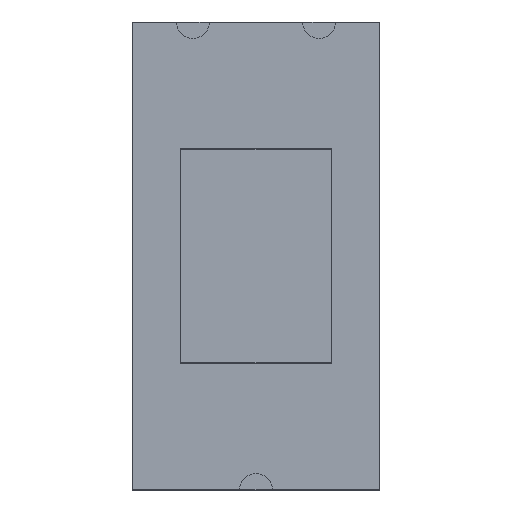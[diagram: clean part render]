
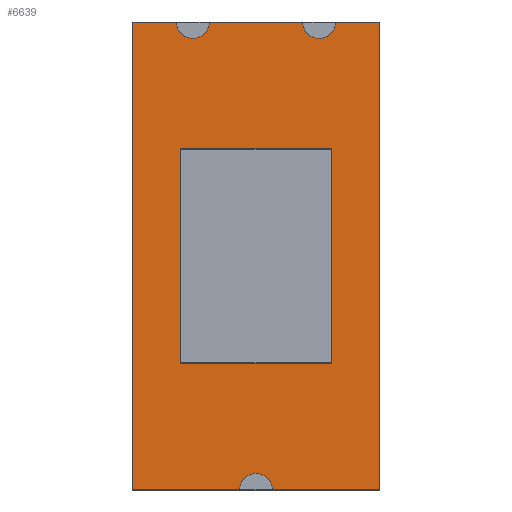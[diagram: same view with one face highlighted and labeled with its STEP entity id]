
A CAD part, top view. The second image highlights one B-rep face of the part: STEP entity #6639.
In plain terms, the highlighted planar face has unit normal (0, 0, 1).
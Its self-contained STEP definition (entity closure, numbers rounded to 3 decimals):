
#259=PLANE('',#6916);
#291=LINE('',#8150,#927);
#295=LINE('',#8158,#931);
#296=LINE('',#8160,#932);
#300=LINE('',#8169,#936);
#304=LINE('',#8177,#940);
#870=LINE('',#9354,#1506);
#871=LINE('',#9356,#1507);
#872=LINE('',#9360,#1508);
#873=LINE('',#9363,#1509);
#874=LINE('',#9365,#1510);
#875=LINE('',#9367,#1511);
#927=VECTOR('',#6966,1000.);
#931=VECTOR('',#6970,1000.);
#932=VECTOR('',#6973,1000.);
#936=VECTOR('',#6977,1000.);
#940=VECTOR('',#6981,1000.);
#1506=VECTOR('',#8011,1000.);
#1507=VECTOR('',#8014,1000.);
#1508=VECTOR('',#8021,1000.);
#1509=VECTOR('',#8022,1000.);
#1510=VECTOR('',#8023,1000.);
#1511=VECTOR('',#8024,1000.);
#2574=ORIENTED_EDGE('',*,*,#2849,.T.);
#2575=ORIENTED_EDGE('',*,*,#2844,.T.);
#2576=ORIENTED_EDGE('',*,*,#2853,.T.);
#2577=ORIENTED_EDGE('',*,*,#3428,.T.);
#2578=ORIENTED_EDGE('',*,*,#2862,.T.);
#2579=ORIENTED_EDGE('',*,*,#3430,.F.);
#2580=ORIENTED_EDGE('',*,*,#2858,.T.);
#2581=ORIENTED_EDGE('',*,*,#3431,.T.);
#2582=ORIENTED_EDGE('',*,*,#2854,.T.);
#2583=ORIENTED_EDGE('',*,*,#3429,.T.);
#2584=ORIENTED_EDGE('',*,*,#3432,.F.);
#2585=ORIENTED_EDGE('',*,*,#3433,.F.);
#2586=ORIENTED_EDGE('',*,*,#3434,.F.);
#2587=ORIENTED_EDGE('',*,*,#3435,.F.);
#2844=EDGE_CURVE('',#3486,#3487,#3914,.F.);
#2849=EDGE_CURVE('',#3490,#3486,#291,.T.);
#2853=EDGE_CURVE('',#3487,#3493,#295,.T.);
#2854=EDGE_CURVE('',#3494,#3495,#296,.T.);
#2858=EDGE_CURVE('',#3499,#3498,#300,.T.);
#2862=EDGE_CURVE('',#3503,#3502,#304,.T.);
#3428=EDGE_CURVE('',#3493,#3503,#870,.T.);
#3429=EDGE_CURVE('',#3495,#3490,#871,.T.);
#3430=EDGE_CURVE('',#3499,#3502,#3916,.T.);
#3431=EDGE_CURVE('',#3498,#3494,#3917,.F.);
#3432=EDGE_CURVE('',#3882,#3883,#872,.T.);
#3433=EDGE_CURVE('',#3884,#3882,#873,.T.);
#3434=EDGE_CURVE('',#3885,#3884,#874,.T.);
#3435=EDGE_CURVE('',#3883,#3885,#875,.T.);
#3486=VERTEX_POINT('',#8140);
#3487=VERTEX_POINT('',#8141);
#3490=VERTEX_POINT('',#8151);
#3493=VERTEX_POINT('',#8157);
#3494=VERTEX_POINT('',#8161);
#3495=VERTEX_POINT('',#8162);
#3498=VERTEX_POINT('',#8168);
#3499=VERTEX_POINT('',#8170);
#3502=VERTEX_POINT('',#8176);
#3503=VERTEX_POINT('',#8178);
#3882=VERTEX_POINT('',#9361);
#3883=VERTEX_POINT('',#9362);
#3884=VERTEX_POINT('',#9364);
#3885=VERTEX_POINT('',#9366);
#3914=CIRCLE('',#6678,0.65);
#3916=CIRCLE('',#6917,0.65);
#3917=CIRCLE('',#6918,0.65);
#4171=EDGE_LOOP('',(#2574,#2575,#2576,#2577,#2578,#2579,#2580,#2581,#2582,
#2583));
#4172=EDGE_LOOP('',(#2584,#2585,#2586,#2587));
#4489=FACE_BOUND('',#4171,.T.);
#4490=FACE_BOUND('',#4172,.T.);
#6639=ADVANCED_FACE('',(#4489,#4490),#259,.T.);
#6678=AXIS2_PLACEMENT_3D('',#8139,#6955,#6956);
#6916=AXIS2_PLACEMENT_3D('',#9357,#8015,#8016);
#6917=AXIS2_PLACEMENT_3D('',#9358,#8017,#8018);
#6918=AXIS2_PLACEMENT_3D('',#9359,#8019,#8020);
#6955=DIRECTION('',(0.,0.,1.));
#6956=DIRECTION('',(1.,0.,0.));
#6966=DIRECTION('',(1.,0.,0.));
#6970=DIRECTION('',(1.,0.,0.));
#6973=DIRECTION('',(-1.,0.,0.));
#6977=DIRECTION('',(-1.,0.,0.));
#6981=DIRECTION('',(-1.,0.,0.));
#8011=DIRECTION('',(0.,1.,0.));
#8014=DIRECTION('',(0.,-1.,0.));
#8015=DIRECTION('',(0.,0.,1.));
#8016=DIRECTION('',(1.,0.,0.));
#8017=DIRECTION('',(0.,0.,1.));
#8018=DIRECTION('',(1.,0.,0.));
#8019=DIRECTION('',(0.,0.,1.));
#8020=DIRECTION('',(1.,0.,0.));
#8021=DIRECTION('',(0.,-1.,0.));
#8022=DIRECTION('',(-1.,0.,0.));
#8023=DIRECTION('',(0.,1.,0.));
#8024=DIRECTION('',(1.,0.,0.));
#8139=CARTESIAN_POINT('',(0.,-9.25,0.));
#8140=CARTESIAN_POINT('',(-0.65,-9.25,0.));
#8141=CARTESIAN_POINT('',(0.65,-9.25,0.));
#8150=CARTESIAN_POINT('',(-4.9,-9.25,0.));
#8151=CARTESIAN_POINT('',(-4.9,-9.25,0.));
#8157=CARTESIAN_POINT('',(4.9,-9.25,0.));
#8158=CARTESIAN_POINT('',(-4.9,-9.25,0.));
#8160=CARTESIAN_POINT('',(4.9,9.25,0.));
#8161=CARTESIAN_POINT('',(-3.148,9.25,0.));
#8162=CARTESIAN_POINT('',(-4.9,9.25,0.));
#8168=CARTESIAN_POINT('',(-1.848,9.25,0.));
#8169=CARTESIAN_POINT('',(4.9,9.25,0.));
#8170=CARTESIAN_POINT('',(1.848,9.25,0.));
#8176=CARTESIAN_POINT('',(3.148,9.25,0.));
#8177=CARTESIAN_POINT('',(4.9,9.25,0.));
#8178=CARTESIAN_POINT('',(4.9,9.25,0.));
#9354=CARTESIAN_POINT('',(4.9,-9.25,0.));
#9356=CARTESIAN_POINT('',(-4.9,9.25,0.));
#9357=CARTESIAN_POINT('',(0.,0.,0.));
#9358=CARTESIAN_POINT('',(2.498,9.25,0.));
#9359=CARTESIAN_POINT('',(-2.498,9.25,0.));
#9360=CARTESIAN_POINT('',(-3.,4.25,0.));
#9361=CARTESIAN_POINT('',(-3.,4.25,0.));
#9362=CARTESIAN_POINT('',(-3.,-4.25,0.));
#9363=CARTESIAN_POINT('',(3.,4.25,0.));
#9364=CARTESIAN_POINT('',(3.,4.25,0.));
#9365=CARTESIAN_POINT('',(3.,-4.25,0.));
#9366=CARTESIAN_POINT('',(3.,-4.25,0.));
#9367=CARTESIAN_POINT('',(-3.,-4.25,0.));
